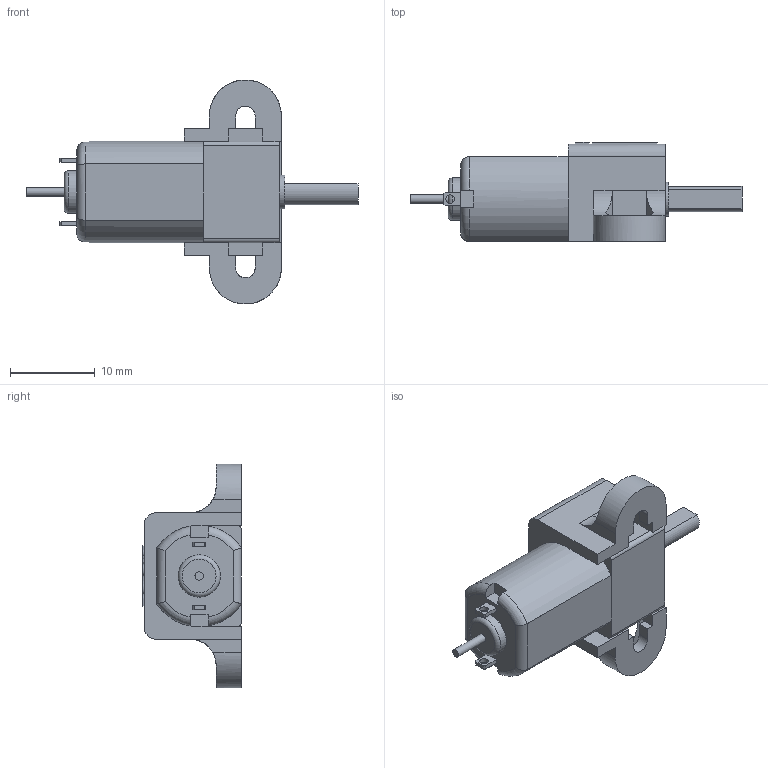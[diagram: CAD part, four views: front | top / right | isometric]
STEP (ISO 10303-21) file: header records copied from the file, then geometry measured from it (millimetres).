
FILE_DESCRIPTION (( 'STEP AP214' ), '1' );
FILE_NAME ('mmgm(extended)_with_bracket.STEP', '2014-08-20T00:37:27', ( '' ), ( '' ), 'SwSTEP 2.0', 'SolidWorks 2013', '' );
FILE_SCHEMA (( 'AUTOMOTIVE_DESIGN' ));
Length unit declared in the file: millimetre
Products named in the file (1): mmgm(extended)_with_bracket
Bounding box: 39.27 x 11.7 x 26.49 mm (x, y, z)
Volume: 3487.7 mm3; surface area: 1937.2 mm2
Topology: 1 solids, 2 shells, 981 faces, 2943 edges, 1986 vertices
Faces by surface type: plane 944, cylinder 32, torus 5
Full cylindrical faces by diameter (mm): 0.5 x1, 1 x3, 1.6 x2, 2.45 x2, 2.5 x2, 4 x1, 5 x1
Entity records: 45097 total; most frequent: CARTESIAN_POINT 11038, ORIENTED_EDGE 5842, DIRECTION 3320, EDGE_CURVE 2921, VERTEX_POINT 1977, B_SPLINE_CURVE_WITH_KNOTS 1618, VECTOR 1250, LINE 1250
